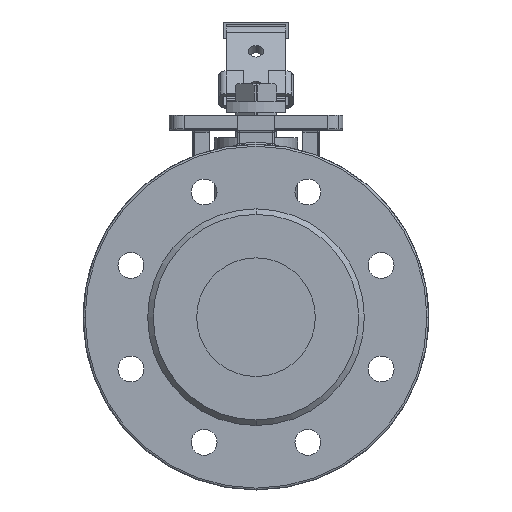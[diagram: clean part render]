
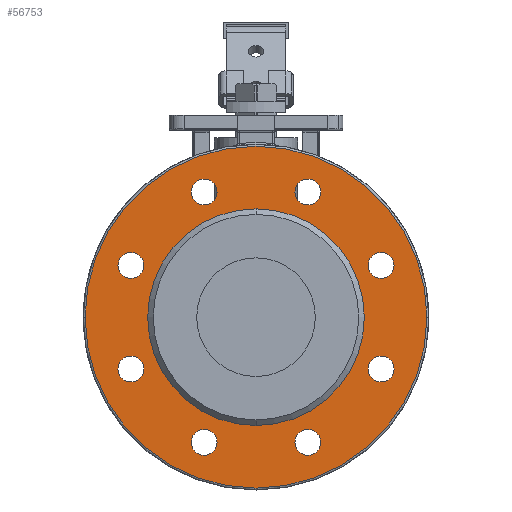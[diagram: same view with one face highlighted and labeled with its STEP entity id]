
A CAD part, left-side view. The second image highlights one B-rep face of the part: STEP entity #56753.
In plain terms, the highlighted planar face has unit normal (-1, 0, 0).
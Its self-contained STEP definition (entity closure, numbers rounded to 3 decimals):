
#9377=CARTESIAN_POINT('',(-52.,-0.,58.));
#9378=VERTEX_POINT('',#9377);
#9394=CARTESIAN_POINT('',(-52.,0.,-58.));
#9395=VERTEX_POINT('',#9394);
#9402=CARTESIAN_POINT('',(-52.,0.,0.));
#9403=DIRECTION('',(1.,0.,0.));
#9404=DIRECTION('',(0.,-0.,1.));
#9405=AXIS2_PLACEMENT_3D('',#9402,#9403,#9404);
#9406=CIRCLE('',#9405,58.);
#9407=EDGE_CURVE('',#9378,#9395,#9406,.T.);
#9461=CARTESIAN_POINT('',(-52.,-20.827,66.981));
#9462=VERTEX_POINT('',#9461);
#9478=CARTESIAN_POINT('',(-52.,-34.662,66.981));
#9479=VERTEX_POINT('',#9478);
#9486=CARTESIAN_POINT('',(-52.,-27.745,66.981));
#9487=DIRECTION('',(1.,-0.,-0.));
#9488=DIRECTION('',(0.,1.,0.));
#9489=AXIS2_PLACEMENT_3D('',#9486,#9487,#9488);
#9490=CIRCLE('',#9489,6.918);
#9491=EDGE_CURVE('',#9462,#9479,#9490,.T.);
#9545=CARTESIAN_POINT('',(-52.,34.662,66.981));
#9546=VERTEX_POINT('',#9545);
#9562=CARTESIAN_POINT('',(-52.,20.827,66.981));
#9563=VERTEX_POINT('',#9562);
#9570=CARTESIAN_POINT('',(-52.,27.745,66.981));
#9571=DIRECTION('',(1.,-0.,-0.));
#9572=DIRECTION('',(0.,1.,0.));
#9573=AXIS2_PLACEMENT_3D('',#9570,#9571,#9572);
#9574=CIRCLE('',#9573,6.918);
#9575=EDGE_CURVE('',#9546,#9563,#9574,.T.);
#9629=CARTESIAN_POINT('',(-52.,73.899,27.745));
#9630=VERTEX_POINT('',#9629);
#9646=CARTESIAN_POINT('',(-52.,60.064,27.745));
#9647=VERTEX_POINT('',#9646);
#9654=CARTESIAN_POINT('',(-52.,66.981,27.745));
#9655=DIRECTION('',(1.,-0.,-0.));
#9656=DIRECTION('',(0.,1.,0.));
#9657=AXIS2_PLACEMENT_3D('',#9654,#9655,#9656);
#9658=CIRCLE('',#9657,6.918);
#9659=EDGE_CURVE('',#9630,#9647,#9658,.T.);
#9713=CARTESIAN_POINT('',(-52.,73.899,-27.745));
#9714=VERTEX_POINT('',#9713);
#9730=CARTESIAN_POINT('',(-52.,60.064,-27.745));
#9731=VERTEX_POINT('',#9730);
#9738=CARTESIAN_POINT('',(-52.,66.981,-27.745));
#9739=DIRECTION('',(1.,-0.,-0.));
#9740=DIRECTION('',(0.,1.,0.));
#9741=AXIS2_PLACEMENT_3D('',#9738,#9739,#9740);
#9742=CIRCLE('',#9741,6.918);
#9743=EDGE_CURVE('',#9714,#9731,#9742,.T.);
#9797=CARTESIAN_POINT('',(-52.,34.662,-66.981));
#9798=VERTEX_POINT('',#9797);
#9814=CARTESIAN_POINT('',(-52.,20.827,-66.981));
#9815=VERTEX_POINT('',#9814);
#9822=CARTESIAN_POINT('',(-52.,27.745,-66.981));
#9823=DIRECTION('',(1.,-0.,-0.));
#9824=DIRECTION('',(0.,1.,0.));
#9825=AXIS2_PLACEMENT_3D('',#9822,#9823,#9824);
#9826=CIRCLE('',#9825,6.918);
#9827=EDGE_CURVE('',#9798,#9815,#9826,.T.);
#9881=CARTESIAN_POINT('',(-52.,-20.827,-66.981));
#9882=VERTEX_POINT('',#9881);
#9898=CARTESIAN_POINT('',(-52.,-34.662,-66.981));
#9899=VERTEX_POINT('',#9898);
#9906=CARTESIAN_POINT('',(-52.,-27.745,-66.981));
#9907=DIRECTION('',(1.,-0.,-0.));
#9908=DIRECTION('',(0.,1.,0.));
#9909=AXIS2_PLACEMENT_3D('',#9906,#9907,#9908);
#9910=CIRCLE('',#9909,6.918);
#9911=EDGE_CURVE('',#9882,#9899,#9910,.T.);
#9965=CARTESIAN_POINT('',(-52.,-60.064,-27.745));
#9966=VERTEX_POINT('',#9965);
#9982=CARTESIAN_POINT('',(-52.,-73.899,-27.745));
#9983=VERTEX_POINT('',#9982);
#9990=CARTESIAN_POINT('',(-52.,-66.981,-27.745));
#9991=DIRECTION('',(1.,-0.,-0.));
#9992=DIRECTION('',(0.,1.,0.));
#9993=AXIS2_PLACEMENT_3D('',#9990,#9991,#9992);
#9994=CIRCLE('',#9993,6.918);
#9995=EDGE_CURVE('',#9966,#9983,#9994,.T.);
#10049=CARTESIAN_POINT('',(-52.,-60.064,27.745));
#10050=VERTEX_POINT('',#10049);
#10066=CARTESIAN_POINT('',(-52.,-73.899,27.745));
#10067=VERTEX_POINT('',#10066);
#10074=CARTESIAN_POINT('',(-52.,-66.981,27.745));
#10075=DIRECTION('',(1.,-0.,-0.));
#10076=DIRECTION('',(0.,1.,0.));
#10077=AXIS2_PLACEMENT_3D('',#10074,#10075,#10076);
#10078=CIRCLE('',#10077,6.918);
#10079=EDGE_CURVE('',#10050,#10067,#10078,.T.);
#11208=CARTESIAN_POINT('',(-52.,91.5,0.));
#11209=VERTEX_POINT('',#11208);
#11219=CARTESIAN_POINT('',(-52.,-91.5,-0.));
#11220=VERTEX_POINT('',#11219);
#11221=CARTESIAN_POINT('',(-52.,0.,0.));
#11222=DIRECTION('',(1.,0.,-0.));
#11223=DIRECTION('',(0.,1.,0.));
#11224=AXIS2_PLACEMENT_3D('',#11221,#11222,#11223);
#11225=CIRCLE('',#11224,91.5);
#11226=EDGE_CURVE('',#11209,#11220,#11225,.T.);
#56629=CARTESIAN_POINT('',(-52.,0.,0.));
#56630=DIRECTION('',(1.,0.,-0.));
#56631=DIRECTION('',(0.,1.,0.));
#56632=AXIS2_PLACEMENT_3D('',#56629,#56630,#56631);
#56633=CIRCLE('',#56632,91.5);
#56634=EDGE_CURVE('',#11220,#11209,#56633,.T.);
#56654=CARTESIAN_POINT('',(-52.,-0.,75.25));
#56655=DIRECTION('',(-1.,0.,0.));
#56656=DIRECTION('',(0.,-1.,-0.));
#56657=AXIS2_PLACEMENT_3D('',#56654,#56655,#56656);
#56658=PLANE('',#56657);
#56659=ORIENTED_EDGE('',*,*,#56634,.F.);
#56660=ORIENTED_EDGE('',*,*,#11226,.F.);
#56661=EDGE_LOOP('',(#56659,#56660));
#56662=FACE_BOUND('',#56661,.T.);
#56663=CARTESIAN_POINT('',(-52.,0.,0.));
#56664=DIRECTION('',(1.,0.,0.));
#56665=DIRECTION('',(0.,-0.,1.));
#56666=AXIS2_PLACEMENT_3D('',#56663,#56664,#56665);
#56667=CIRCLE('',#56666,58.);
#56668=EDGE_CURVE('',#9395,#9378,#56667,.T.);
#56669=ORIENTED_EDGE('',*,*,#56668,.T.);
#56670=ORIENTED_EDGE('',*,*,#9407,.T.);
#56671=EDGE_LOOP('',(#56669,#56670));
#56672=FACE_BOUND('',#56671,.T.);
#56673=CARTESIAN_POINT('',(-52.,-27.745,66.981));
#56674=DIRECTION('',(1.,-0.,-0.));
#56675=DIRECTION('',(0.,1.,0.));
#56676=AXIS2_PLACEMENT_3D('',#56673,#56674,#56675);
#56677=CIRCLE('',#56676,6.918);
#56678=EDGE_CURVE('',#9479,#9462,#56677,.T.);
#56679=ORIENTED_EDGE('',*,*,#56678,.T.);
#56680=ORIENTED_EDGE('',*,*,#9491,.T.);
#56681=EDGE_LOOP('',(#56679,#56680));
#56682=FACE_BOUND('',#56681,.T.);
#56683=CARTESIAN_POINT('',(-52.,27.745,66.981));
#56684=DIRECTION('',(1.,-0.,-0.));
#56685=DIRECTION('',(0.,1.,0.));
#56686=AXIS2_PLACEMENT_3D('',#56683,#56684,#56685);
#56687=CIRCLE('',#56686,6.918);
#56688=EDGE_CURVE('',#9563,#9546,#56687,.T.);
#56689=ORIENTED_EDGE('',*,*,#56688,.T.);
#56690=ORIENTED_EDGE('',*,*,#9575,.T.);
#56691=EDGE_LOOP('',(#56689,#56690));
#56692=FACE_BOUND('',#56691,.T.);
#56693=CARTESIAN_POINT('',(-52.,66.981,27.745));
#56694=DIRECTION('',(1.,-0.,-0.));
#56695=DIRECTION('',(0.,1.,0.));
#56696=AXIS2_PLACEMENT_3D('',#56693,#56694,#56695);
#56697=CIRCLE('',#56696,6.918);
#56698=EDGE_CURVE('',#9647,#9630,#56697,.T.);
#56699=ORIENTED_EDGE('',*,*,#56698,.T.);
#56700=ORIENTED_EDGE('',*,*,#9659,.T.);
#56701=EDGE_LOOP('',(#56699,#56700));
#56702=FACE_BOUND('',#56701,.T.);
#56703=CARTESIAN_POINT('',(-52.,66.981,-27.745));
#56704=DIRECTION('',(1.,-0.,-0.));
#56705=DIRECTION('',(0.,1.,0.));
#56706=AXIS2_PLACEMENT_3D('',#56703,#56704,#56705);
#56707=CIRCLE('',#56706,6.918);
#56708=EDGE_CURVE('',#9731,#9714,#56707,.T.);
#56709=ORIENTED_EDGE('',*,*,#56708,.T.);
#56710=ORIENTED_EDGE('',*,*,#9743,.T.);
#56711=EDGE_LOOP('',(#56709,#56710));
#56712=FACE_BOUND('',#56711,.T.);
#56713=CARTESIAN_POINT('',(-52.,27.745,-66.981));
#56714=DIRECTION('',(1.,-0.,-0.));
#56715=DIRECTION('',(0.,1.,0.));
#56716=AXIS2_PLACEMENT_3D('',#56713,#56714,#56715);
#56717=CIRCLE('',#56716,6.918);
#56718=EDGE_CURVE('',#9815,#9798,#56717,.T.);
#56719=ORIENTED_EDGE('',*,*,#56718,.T.);
#56720=ORIENTED_EDGE('',*,*,#9827,.T.);
#56721=EDGE_LOOP('',(#56719,#56720));
#56722=FACE_BOUND('',#56721,.T.);
#56723=CARTESIAN_POINT('',(-52.,-27.745,-66.981));
#56724=DIRECTION('',(1.,-0.,-0.));
#56725=DIRECTION('',(0.,1.,0.));
#56726=AXIS2_PLACEMENT_3D('',#56723,#56724,#56725);
#56727=CIRCLE('',#56726,6.918);
#56728=EDGE_CURVE('',#9899,#9882,#56727,.T.);
#56729=ORIENTED_EDGE('',*,*,#56728,.T.);
#56730=ORIENTED_EDGE('',*,*,#9911,.T.);
#56731=EDGE_LOOP('',(#56729,#56730));
#56732=FACE_BOUND('',#56731,.T.);
#56733=CARTESIAN_POINT('',(-52.,-66.981,-27.745));
#56734=DIRECTION('',(1.,-0.,-0.));
#56735=DIRECTION('',(0.,1.,0.));
#56736=AXIS2_PLACEMENT_3D('',#56733,#56734,#56735);
#56737=CIRCLE('',#56736,6.918);
#56738=EDGE_CURVE('',#9983,#9966,#56737,.T.);
#56739=ORIENTED_EDGE('',*,*,#56738,.T.);
#56740=ORIENTED_EDGE('',*,*,#9995,.T.);
#56741=EDGE_LOOP('',(#56739,#56740));
#56742=FACE_BOUND('',#56741,.T.);
#56743=CARTESIAN_POINT('',(-52.,-66.981,27.745));
#56744=DIRECTION('',(1.,-0.,-0.));
#56745=DIRECTION('',(0.,1.,0.));
#56746=AXIS2_PLACEMENT_3D('',#56743,#56744,#56745);
#56747=CIRCLE('',#56746,6.918);
#56748=EDGE_CURVE('',#10067,#10050,#56747,.T.);
#56749=ORIENTED_EDGE('',*,*,#56748,.T.);
#56750=ORIENTED_EDGE('',*,*,#10079,.T.);
#56751=EDGE_LOOP('',(#56749,#56750));
#56752=FACE_BOUND('',#56751,.T.);
#56753=ADVANCED_FACE('',(#56662,#56672,#56682,#56692,#56702,#56712,#56722,#56732,#56742,#56752),#56658,.T.);
